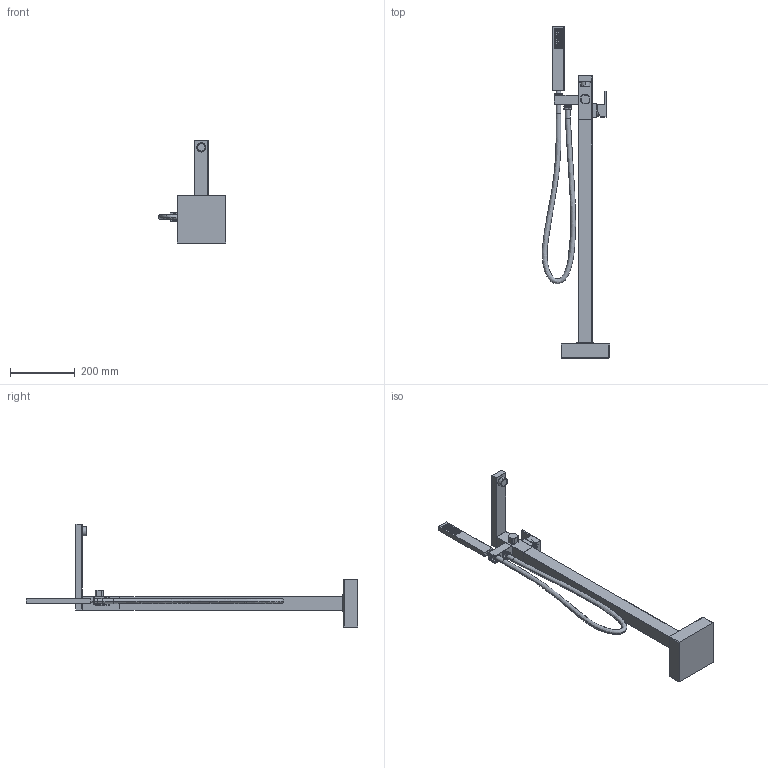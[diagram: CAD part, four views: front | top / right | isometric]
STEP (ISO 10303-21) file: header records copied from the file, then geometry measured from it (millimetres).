
FILE_DESCRIPTION((''),'2;1');
FILE_NAME('QUA0090','2021-05-24T14:07:07',('Michela Ferrini'),(''),'CREO PARAMETRIC BY PTC INC, 2020281','CREO PARAMETRIC BY PTC INC, 2020281','');
FILE_SCHEMA(('CONFIG_CONTROL_DESIGN'));
Length unit declared in the file: millimetre
Products named in the file (13): SOLID1; SOLID2; SOLID3; SOLID4; SOLID5; 9615711; ID013CR00; ATTACCO_CONICO_1-2_SILVER; ATTACCO_ZIGRINATO_1-2; FLEX; 11_093; BV_QUADRO; QUA0090
Assembly tree (12 placements, depth 4):
  QUA0090
    BV_QUADRO
      9615711
        SOLID1
        SOLID2
        SOLID3
        SOLID4
        SOLID5
      ID013CR00
      ATTACCO_CONICO_1-2_SILVER
      ATTACCO_ZIGRINATO_1-2
      FLEX
      11_093
Bounding box: 207.77 x 1025.07 x 319 mm (x, y, z)
Volume: 3086263.8 mm3; surface area: 361690 mm2
Topology: 10 solids, 10 shells, 1290 faces, 2872 edges, 1830 vertices
Faces by surface type: plane 501, cylinder 309, torus 210, cone 198, sphere 47, bspline 25
Entity records: 38348 total; most frequent: CARTESIAN_POINT 7797, DIRECTION 7299, ORIENTED_EDGE 5708, AXIS2_PLACEMENT_3D 3195, EDGE_CURVE 2854, CIRCLE 1879, VERTEX_POINT 1828, EDGE_LOOP 1542
